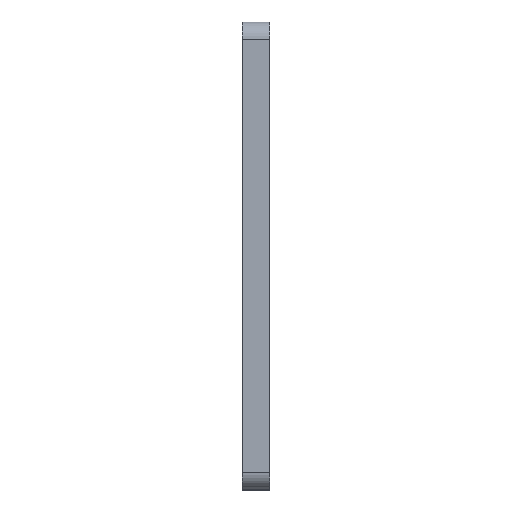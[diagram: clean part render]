
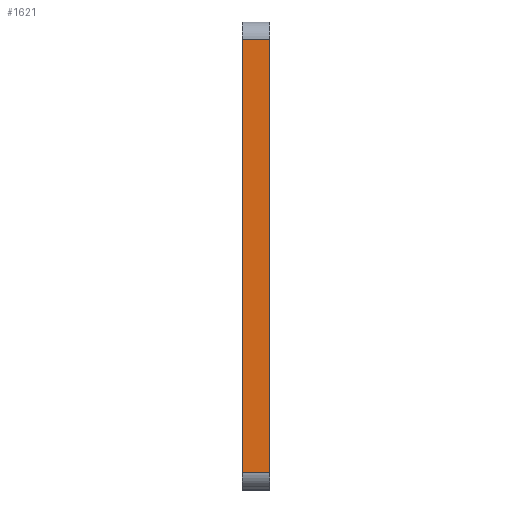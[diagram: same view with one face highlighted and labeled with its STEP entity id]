
A CAD part, top view. The second image highlights one B-rep face of the part: STEP entity #1621.
In plain terms, the highlighted planar face has unit normal (0, 0, 1).
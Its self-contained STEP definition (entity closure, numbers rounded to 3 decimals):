
#105=FACE_OUTER_BOUND('',#208,.T.);
#208=EDGE_LOOP('',(#1388,#1389,#1390,#1391));
#277=LINE('',#2218,#472);
#357=LINE('',#2437,#552);
#450=LINE('',#2622,#645);
#451=LINE('',#2624,#646);
#472=VECTOR('',#1789,50.);
#552=VECTOR('',#1929,50.);
#645=VECTOR('',#2126,3.);
#646=VECTOR('',#2129,3.);
#668=VERTEX_POINT('',#2215);
#669=VERTEX_POINT('',#2217);
#777=VERTEX_POINT('',#2434);
#778=VERTEX_POINT('',#2436);
#822=EDGE_CURVE('',#668,#669,#277,.T.);
#931=EDGE_CURVE('',#777,#778,#357,.T.);
#1030=EDGE_CURVE('',#668,#778,#450,.T.);
#1031=EDGE_CURVE('',#669,#777,#451,.T.);
#1388=ORIENTED_EDGE('',*,*,#931,.F.);
#1389=ORIENTED_EDGE('',*,*,#1031,.F.);
#1390=ORIENTED_EDGE('',*,*,#822,.F.);
#1391=ORIENTED_EDGE('',*,*,#1030,.T.);
#1551=PLANE('',#1750);
#1621=ADVANCED_FACE('',(#105),#1551,.T.);
#1750=AXIS2_PLACEMENT_3D('',#2623,#2127,#2128);
#1789=DIRECTION('',(0.,-1.,0.));
#1929=DIRECTION('',(0.,1.,0.));
#2126=DIRECTION('',(-1.,0.,0.));
#2127=DIRECTION('center_axis',(0.,0.,1.));
#2128=DIRECTION('ref_axis',(0.,-1.,0.));
#2129=DIRECTION('',(-1.,0.,0.));
#2215=CARTESIAN_POINT('',(3.175,91.,23.));
#2217=CARTESIAN_POINT('',(3.175,41.,23.));
#2218=CARTESIAN_POINT('',(3.175,41.,23.));
#2434=CARTESIAN_POINT('',(0.,41.,23.));
#2436=CARTESIAN_POINT('',(0.,91.,23.));
#2437=CARTESIAN_POINT('',(0.,41.,23.));
#2622=CARTESIAN_POINT('',(3.,91.,23.));
#2623=CARTESIAN_POINT('Origin',(3.,41.,23.));
#2624=CARTESIAN_POINT('',(3.,41.,23.));
